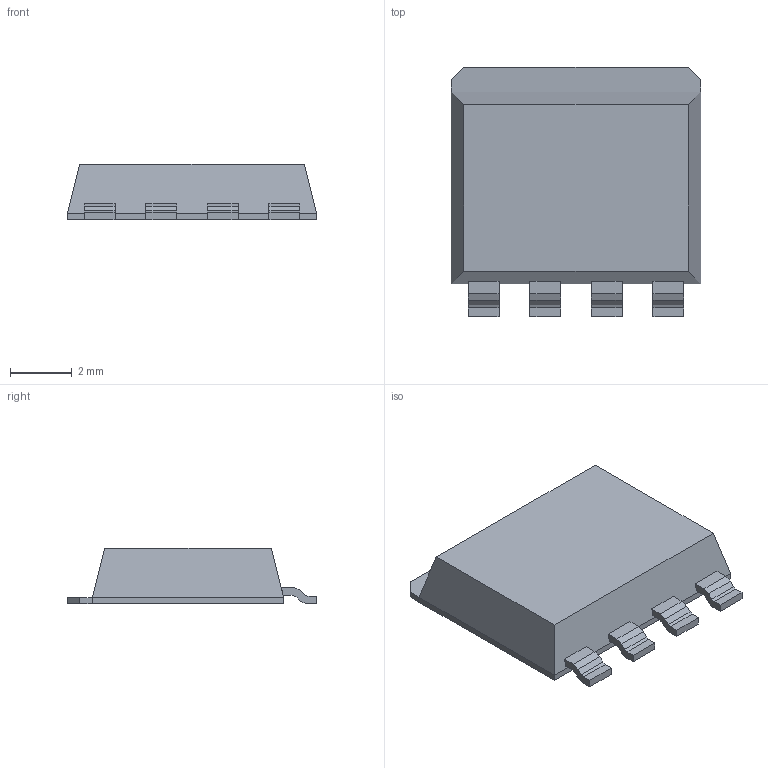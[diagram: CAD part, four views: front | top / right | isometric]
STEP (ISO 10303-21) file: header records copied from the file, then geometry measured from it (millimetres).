
FILE_DESCRIPTION(/* description */ (''),/* implementation_level */ '2;1');
FILE_NAME(/* name */ 'PowerPak_8x8.step',/* time_stamp */ '2020-08-14T13:44:50-04:00',/* author */ (''),/* organization */ (''),/* preprocessor_version */ 'ST-DEVELOPER v18.1',/* originating_system */ 'Autodesk Translation Framework v9.3.0.1241',/* authorisation */ '');
FILE_SCHEMA (('AUTOMOTIVE_DESIGN { 1 0 10303 214 3 1 1 }'));
Length unit declared in the file: millimetre
Products named in the file (3): PowerPak_8x8; Component1; Component3
Assembly tree (2 placements, depth 2):
  PowerPak_8x8
    Component1
    Component3
Bounding box: 8.1 x 8.1 x 1.8 mm (x, y, z)
Volume: 84.4 mm3; surface area: 170.6 mm2
Topology: 6 solids, 6 shells, 74 faces, 182 edges, 120 vertices
Faces by surface type: plane 74
Entity records: 2231 total; most frequent: CARTESIAN_POINT 381, ORIENTED_EDGE 364, DIRECTION 340, LINE 182, VECTOR 182, EDGE_CURVE 182, VERTEX_POINT 120, AXIS2_PLACEMENT_3D 79
